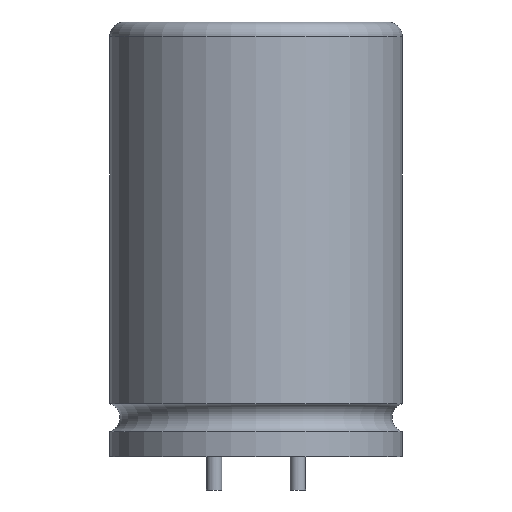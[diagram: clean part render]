
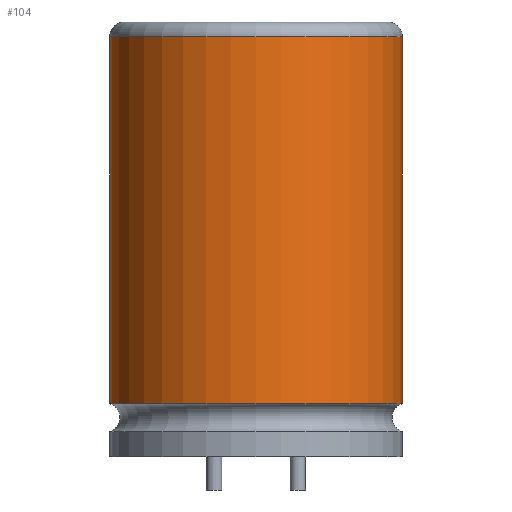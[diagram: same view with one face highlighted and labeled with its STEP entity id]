
A CAD part, front view. The second image highlights one B-rep face of the part: STEP entity #104.
In plain terms, the highlighted cylindrical face has radius 17.5 mm (diameter 35 mm), a full revolution.
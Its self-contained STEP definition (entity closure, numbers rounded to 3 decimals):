
#75 = VERTEX_POINT('',#76);
#76 = CARTESIAN_POINT('',(17.5,6.336,0.));
#93 = EDGE_CURVE('',#75,#75,#94,.T.);
#94 = CIRCLE('',#95,17.5);
#95 = AXIS2_PLACEMENT_3D('',#96,#97,#98);
#96 = CARTESIAN_POINT('',(0.,6.336,0.));
#97 = DIRECTION('',(0.,-1.,0.));
#98 = DIRECTION('',(1.,0.,0.));
#104 = ADVANCED_FACE('',(#105),#124,.T.);
#105 = FACE_BOUND('',#106,.T.);
#106 = EDGE_LOOP('',(#107,#115,#122,#123));
#107 = ORIENTED_EDGE('',*,*,#108,.T.);
#108 = EDGE_CURVE('',#75,#109,#111,.T.);
#109 = VERTEX_POINT('',#110);
#110 = CARTESIAN_POINT('',(17.5,50.25,0.));
#111 = LINE('',#112,#113);
#112 = CARTESIAN_POINT('',(17.5,6.336,0.));
#113 = VECTOR('',#114,1.);
#114 = DIRECTION('',(0.,1.,0.));
#115 = ORIENTED_EDGE('',*,*,#116,.T.);
#116 = EDGE_CURVE('',#109,#109,#117,.T.);
#117 = CIRCLE('',#118,17.5);
#118 = AXIS2_PLACEMENT_3D('',#119,#120,#121);
#119 = CARTESIAN_POINT('',(0.,50.25,0.));
#120 = DIRECTION('',(0.,-1.,0.));
#121 = DIRECTION('',(1.,0.,0.));
#122 = ORIENTED_EDGE('',*,*,#108,.F.);
#123 = ORIENTED_EDGE('',*,*,#93,.F.);
#124 = CYLINDRICAL_SURFACE('',#125,17.5);
#125 = AXIS2_PLACEMENT_3D('',#126,#127,#128);
#126 = CARTESIAN_POINT('',(0.,6.336,0.));
#127 = DIRECTION('',(0.,1.,0.));
#128 = DIRECTION('',(1.,0.,0.));
